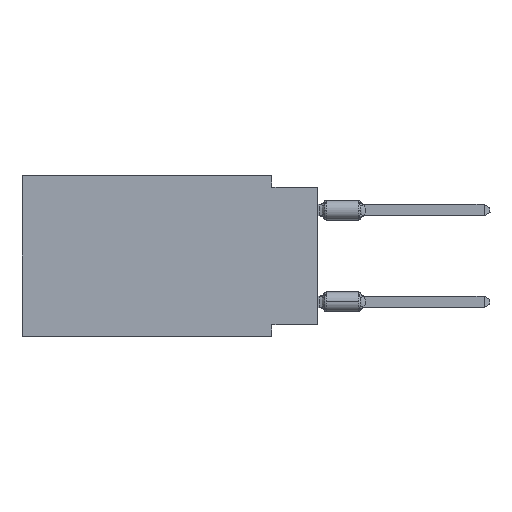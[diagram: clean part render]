
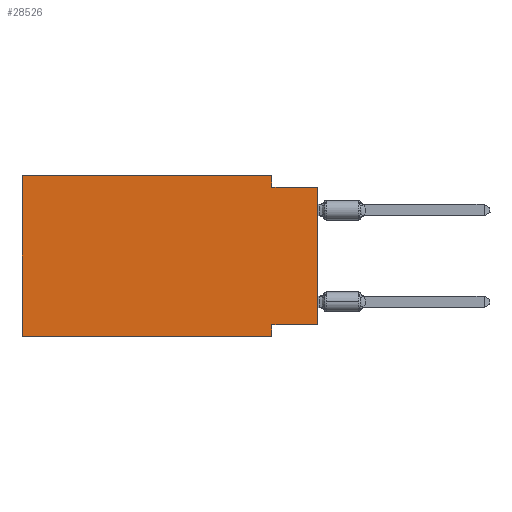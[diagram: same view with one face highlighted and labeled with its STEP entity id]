
A CAD part, left-side view. The second image highlights one B-rep face of the part: STEP entity #28526.
In plain terms, the highlighted planar face has unit normal (-1, 0, 0).
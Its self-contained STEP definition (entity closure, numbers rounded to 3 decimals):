
#35 = ORIENTED_EDGE ( 'NONE', *, *, #29617, .F. ) ;
#323 = ORIENTED_EDGE ( 'NONE', *, *, #16336, .F. ) ;
#1582 = LINE ( 'NONE', #21459, #14967 ) ;
#1978 = ORIENTED_EDGE ( 'NONE', *, *, #20402, .F. ) ;
#1996 = CARTESIAN_POINT ( 'NONE',  ( 0., 2.54, -0.635 ) ) ;
#2166 = DIRECTION ( 'NONE',  ( 0., -1., 0. ) ) ;
#3571 = EDGE_CURVE ( 'NONE', #34184, #4785, #30797, .T. ) ;
#4785 = VERTEX_POINT ( 'NONE', #5913 ) ;
#5298 = LINE ( 'NONE', #18057, #31783 ) ;
#5455 = DIRECTION ( 'NONE',  ( 0., 0., -1. ) ) ;
#5913 = CARTESIAN_POINT ( 'NONE',  ( 0., 0., -0.635 ) ) ;
#6295 = DIRECTION ( 'NONE',  ( 0., 0., 1. ) ) ;
#6344 = VERTEX_POINT ( 'NONE', #31019 ) ;
#7557 = VERTEX_POINT ( 'NONE', #1996 ) ;
#7952 = LINE ( 'NONE', #20716, #34276 ) ;
#8614 = CARTESIAN_POINT ( 'NONE',  ( 0., 0., 0. ) ) ;
#10390 = CARTESIAN_POINT ( 'NONE',  ( 0., 16.383, 0. ) ) ;
#10772 = CARTESIAN_POINT ( 'NONE',  ( 0., 16.383, 0. ) ) ;
#11261 = CARTESIAN_POINT ( 'NONE',  ( 0., 16.383, 0. ) ) ;
#12055 = EDGE_CURVE ( 'NONE', #6344, #34828, #38731, .T. ) ;
#12112 = VERTEX_POINT ( 'NONE', #37583 ) ;
#12440 = EDGE_CURVE ( 'NONE', #6344, #31372, #19792, .T. ) ;
#12558 = AXIS2_PLACEMENT_3D ( 'NONE', #10390, #22744, #40016 ) ;
#13004 = EDGE_CURVE ( 'NONE', #12112, #31372, #5298, .T. ) ;
#13024 = VECTOR ( 'NONE', #5455, 1000. ) ;
#13705 = CARTESIAN_POINT ( 'NONE',  ( 0., 16.383, -8.89 ) ) ;
#14160 = VERTEX_POINT ( 'NONE', #41064 ) ;
#14412 = DIRECTION ( 'NONE',  ( 0., -1., 0. ) ) ;
#14967 = VECTOR ( 'NONE', #21039, 1000. ) ;
#16336 = EDGE_CURVE ( 'NONE', #14160, #7557, #37646, .T. ) ;
#16509 = CARTESIAN_POINT ( 'NONE',  ( 0., 0., -8.255 ) ) ;
#17076 = FACE_OUTER_BOUND ( 'NONE', #27555, .T. ) ;
#17861 = ORIENTED_EDGE ( 'NONE', *, *, #24268, .F. ) ;
#18057 = CARTESIAN_POINT ( 'NONE',  ( 0., 2.54, -8.89 ) ) ;
#18519 = CARTESIAN_POINT ( 'NONE',  ( 0., 16.383, 0. ) ) ;
#19792 = LINE ( 'NONE', #13705, #39764 ) ;
#20402 = EDGE_CURVE ( 'NONE', #7557, #4785, #7952, .T. ) ;
#20628 = DIRECTION ( 'NONE',  ( 0., -1., 0. ) ) ;
#20716 = CARTESIAN_POINT ( 'NONE',  ( 0., 0., -0.635 ) ) ;
#21039 = DIRECTION ( 'NONE',  ( 0., 1., 0. ) ) ;
#21332 = ORIENTED_EDGE ( 'NONE', *, *, #13004, .F. ) ;
#21459 = CARTESIAN_POINT ( 'NONE',  ( 0., 0., -8.255 ) ) ;
#22005 = ORIENTED_EDGE ( 'NONE', *, *, #12440, .T. ) ;
#22744 = DIRECTION ( 'NONE',  ( 1., 0., 0. ) ) ;
#23906 = DIRECTION ( 'NONE',  ( 0., 0., -1. ) ) ;
#24018 = DIRECTION ( 'NONE',  ( 0., 0., 1. ) ) ;
#24268 = EDGE_CURVE ( 'NONE', #34828, #14160, #27491, .T. ) ;
#25797 = VECTOR ( 'NONE', #2166, 1000. ) ;
#27491 = LINE ( 'NONE', #10772, #25797 ) ;
#27555 = EDGE_LOOP ( 'NONE', ( #33094, #1978, #323, #17861, #32123, #22005, #21332, #35 ) ) ;
#28526 = ADVANCED_FACE ( 'NONE', ( #17076 ), #29849, .F. ) ;
#29617 = EDGE_CURVE ( 'NONE', #34184, #12112, #1582, .T. ) ;
#29849 = PLANE ( 'NONE',  #12558 ) ;
#30797 = LINE ( 'NONE', #8614, #36500 ) ;
#31019 = CARTESIAN_POINT ( 'NONE',  ( 0., 16.383, -8.89 ) ) ;
#31372 = VERTEX_POINT ( 'NONE', #33346 ) ;
#31783 = VECTOR ( 'NONE', #23906, 1000. ) ;
#32123 = ORIENTED_EDGE ( 'NONE', *, *, #12055, .F. ) ;
#33094 = ORIENTED_EDGE ( 'NONE', *, *, #3571, .T. ) ;
#33346 = CARTESIAN_POINT ( 'NONE',  ( 0., 2.54, -8.89 ) ) ;
#34102 = CARTESIAN_POINT ( 'NONE',  ( 0., 2.54, 0. ) ) ;
#34184 = VERTEX_POINT ( 'NONE', #16509 ) ;
#34276 = VECTOR ( 'NONE', #14412, 1000. ) ;
#34828 = VERTEX_POINT ( 'NONE', #18519 ) ;
#36500 = VECTOR ( 'NONE', #6295, 1000. ) ;
#37583 = CARTESIAN_POINT ( 'NONE',  ( 0., 2.54, -8.255 ) ) ;
#37646 = LINE ( 'NONE', #34102, #13024 ) ;
#37742 = VECTOR ( 'NONE', #24018, 1000. ) ;
#38731 = LINE ( 'NONE', #11261, #37742 ) ;
#39764 = VECTOR ( 'NONE', #20628, 1000. ) ;
#40016 = DIRECTION ( 'NONE',  ( 0., 0., -1. ) ) ;
#41064 = CARTESIAN_POINT ( 'NONE',  ( 0., 2.54, 0. ) ) ;
